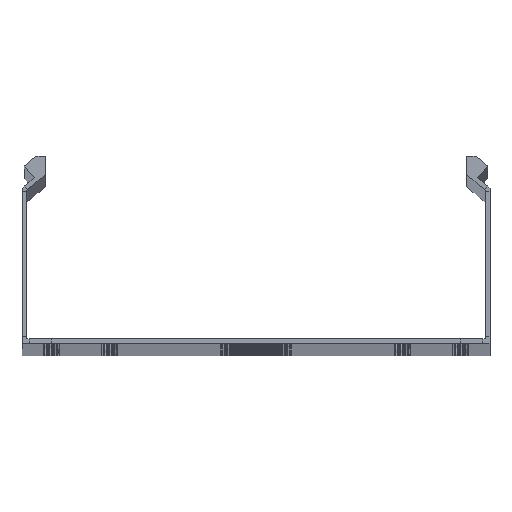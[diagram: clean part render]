
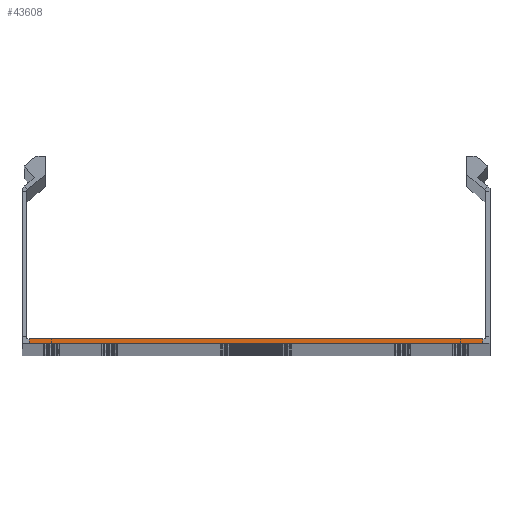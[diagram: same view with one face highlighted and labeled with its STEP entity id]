
A CAD part, top view. The second image highlights one B-rep face of the part: STEP entity #43608.
In plain terms, the highlighted planar face has unit normal (0, 0, 1).
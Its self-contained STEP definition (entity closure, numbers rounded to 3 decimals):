
#761 = VECTOR ( 'NONE', #9517, 1000. ) ;
#2375 = VECTOR ( 'NONE', #35990, 1000. ) ;
#3809 = ORIENTED_EDGE ( 'NONE', *, *, #37529, .T. ) ;
#6182 = DIRECTION ( 'NONE',  ( 1., 0., 0. ) ) ;
#6183 = CARTESIAN_POINT ( 'NONE',  ( 97., 0., 1500. ) ) ;
#9517 = DIRECTION ( 'NONE',  ( 0., -1., 0. ) ) ;
#12748 = EDGE_CURVE ( 'NONE', #81962, #35878, #16404, .T. ) ;
#14818 = LINE ( 'NONE', #58595, #761 ) ;
#16404 = LINE ( 'NONE', #83568, #85411 ) ;
#18276 = ORIENTED_EDGE ( 'NONE', *, *, #12748, .T. ) ;
#21033 = FACE_OUTER_BOUND ( 'NONE', #68569, .T. ) ;
#26189 = EDGE_CURVE ( 'NONE', #35878, #71803, #14818, .T. ) ;
#35831 = LINE ( 'NONE', #70945, #2375 ) ;
#35878 = VERTEX_POINT ( 'NONE', #85885 ) ;
#35990 = DIRECTION ( 'NONE',  ( 0., 1., 0. ) ) ;
#37529 = EDGE_CURVE ( 'NONE', #82514, #81962, #35831, .T. ) ;
#41693 = CARTESIAN_POINT ( 'NONE',  ( 98., 3., 1500. ) ) ;
#42681 = EDGE_CURVE ( 'NONE', #82514, #71803, #57716, .T. ) ;
#43002 = AXIS2_PLACEMENT_3D ( 'NONE', #41693, #61908, #6182 ) ;
#43608 = ADVANCED_FACE ( 'NONE', ( #21033 ), #62191, .T. ) ;
#44571 = ORIENTED_EDGE ( 'NONE', *, *, #42681, .F. ) ;
#48094 = CARTESIAN_POINT ( 'NONE',  ( 97., 2., 1500. ) ) ;
#49165 = CARTESIAN_POINT ( 'NONE',  ( -100., 0., 1500. ) ) ;
#55807 = DIRECTION ( 'NONE',  ( -1., 0., 0. ) ) ;
#57716 = LINE ( 'NONE', #49165, #63163 ) ;
#58595 = CARTESIAN_POINT ( 'NONE',  ( -97., 2., 1500. ) ) ;
#61908 = DIRECTION ( 'NONE',  ( 0., 0., 1. ) ) ;
#62191 = PLANE ( 'NONE',  #43002 ) ;
#63163 = VECTOR ( 'NONE', #55807, 1000. ) ;
#68569 = EDGE_LOOP ( 'NONE', ( #44571, #3809, #18276, #86950 ) ) ;
#69363 = DIRECTION ( 'NONE',  ( -1., 0., 0. ) ) ;
#70945 = CARTESIAN_POINT ( 'NONE',  ( 97., 0., 1500. ) ) ;
#71803 = VERTEX_POINT ( 'NONE', #85400 ) ;
#81962 = VERTEX_POINT ( 'NONE', #48094 ) ;
#82514 = VERTEX_POINT ( 'NONE', #6183 ) ;
#83568 = CARTESIAN_POINT ( 'NONE',  ( -100., 2., 1500. ) ) ;
#85400 = CARTESIAN_POINT ( 'NONE',  ( -97., 0., 1500. ) ) ;
#85411 = VECTOR ( 'NONE', #69363, 1000. ) ;
#85885 = CARTESIAN_POINT ( 'NONE',  ( -97., 2., 1500. ) ) ;
#86950 = ORIENTED_EDGE ( 'NONE', *, *, #26189, .T. ) ;
